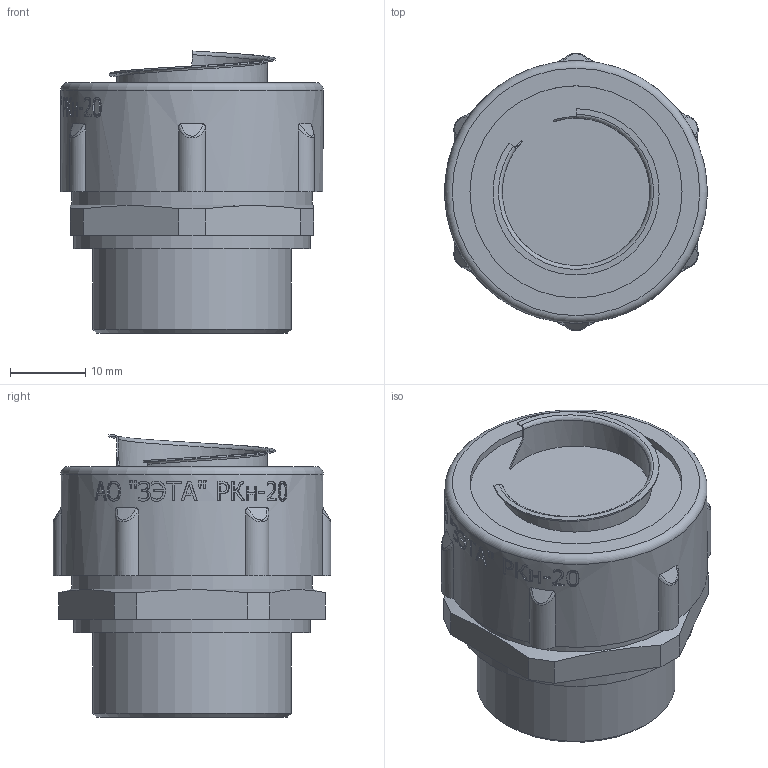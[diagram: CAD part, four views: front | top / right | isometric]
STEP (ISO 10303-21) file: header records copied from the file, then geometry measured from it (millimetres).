
FILE_DESCRIPTION(/* description */ (''),/* implementation_level */ '2;1');
FILE_NAME(/* name */ 'РКН -20.stp',/* time_stamp */ '2019-04-29T12:24:23+07:00',/* author */ ('zeta-09'),/* organization */ (''),/* preprocessor_version */ 'ST-DEVELOPER v17',/* originating_system */ 'Autodesk Inventor 2019',/* authorisation */ '');
FILE_SCHEMA (('AUTOMOTIVE_DESIGN { 1 0 10303 214 3 1 1 }'));
Length unit declared in the file: millimetre
Products named in the file (1): РКН -10
Bounding box: 34.9 x 36.9 x 37.5 mm (x, y, z)
Volume: 24349.3 mm3; surface area: 6240.3 mm2
Topology: 1 solids, 1 shells, 260 faces, 702 edges, 470 vertices
Faces by surface type: bspline 109, plane 103, cylinder 38, cone 9, torus 1
Full cylindrical faces by diameter (mm): 22.4 x1, 26.4 x1, 28.2 x1, 31.4 x1, 32 x1, 34.9 x1
Entity records: 11558 total; most frequent: CARTESIAN_POINT 5592, ORIENTED_EDGE 1404, DIRECTION 919, EDGE_CURVE 702, VERTEX_POINT 470, AXIS2_PLACEMENT_3D 311, LINE 297, VECTOR 297
